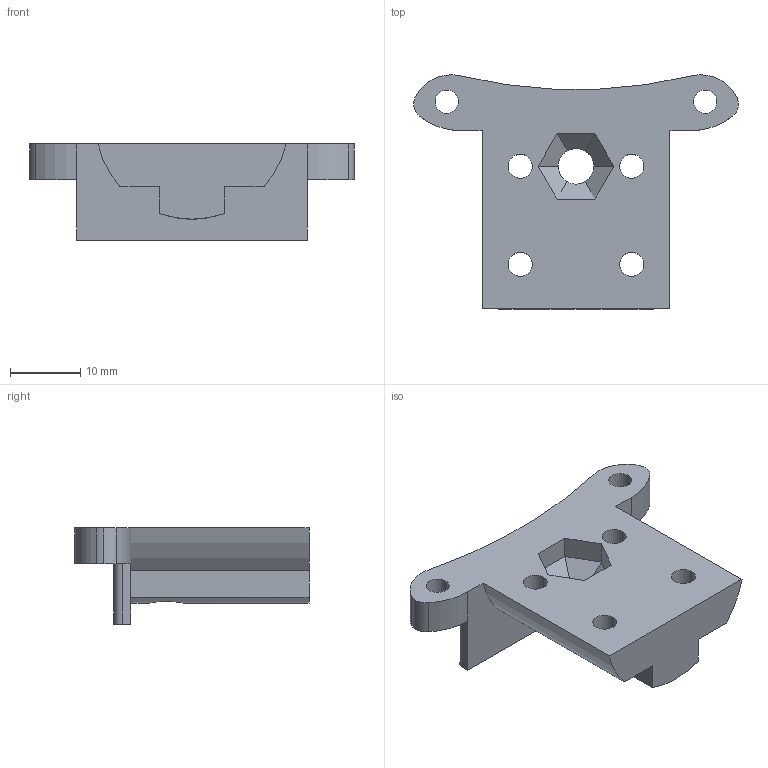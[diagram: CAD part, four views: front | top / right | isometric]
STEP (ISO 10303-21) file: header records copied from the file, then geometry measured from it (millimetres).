
FILE_DESCRIPTION (( 'STEP AP203' ), '1' );
FILE_NAME ('C006-316_01_sldprt.STEP', '2016-06-02T17:07:01', ( 'Shusen Zhang' ), ( 'MathWorks' ), 'SwSTEP 2.0', 'SolidWorks 2015', '' );
FILE_SCHEMA (( 'CONFIG_CONTROL_DESIGN' ));
Length unit declared in the file: inch
Products named in the file (1): C006-316_01_sldprt
Bounding box: 46.25 x 33.33 x 13.7 mm (x, y, z)
Volume: 6198.7 mm3; surface area: 3889.2 mm2
Topology: 1 solids, 1 shells, 57 faces, 149 edges, 96 vertices
Faces by surface type: cylinder 31, plane 26
Entity records: 1924 total; most frequent: CARTESIAN_POINT 381, DIRECTION 315, ORIENTED_EDGE 298, EDGE_CURVE 149, AXIS2_PLACEMENT_3D 116, VERTEX_POINT 96, VECTOR 83, LINE 83
